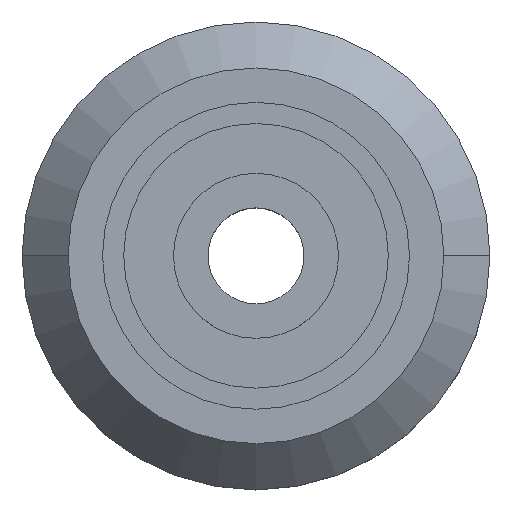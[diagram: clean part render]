
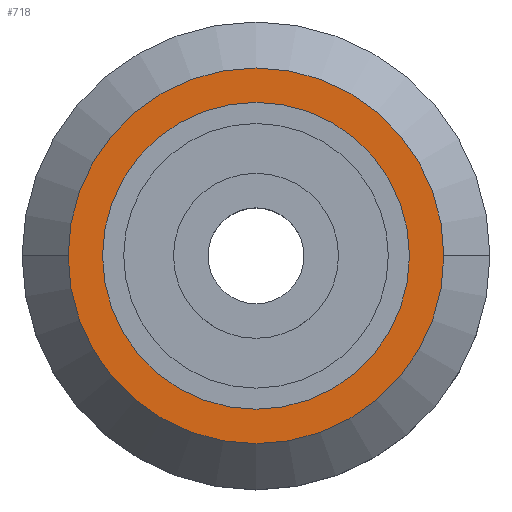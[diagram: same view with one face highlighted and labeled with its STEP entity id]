
A CAD part, top view. The second image highlights one B-rep face of the part: STEP entity #718.
In plain terms, the highlighted face is planar.
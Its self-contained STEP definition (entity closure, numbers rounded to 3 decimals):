
#25 = CARTESIAN_POINT ( 'NONE',  ( 2.8, -5.15, 0. ) ) ;
#41 = AXIS2_PLACEMENT_3D ( 'NONE', #1173, #540, #1178 ) ;
#65 = FACE_BOUND ( 'NONE', #1068, .T. ) ;
#79 = DIRECTION ( 'NONE',  ( 0., -1., 0. ) ) ;
#160 = VERTEX_POINT ( 'NONE', #25 ) ;
#167 = CIRCLE ( 'NONE', #837, 9.795 ) ;
#170 = DIRECTION ( 'NONE',  ( 0., 0., -1. ) ) ;
#184 = CIRCLE ( 'NONE', #209, 7.995 ) ;
#206 = CARTESIAN_POINT ( 'NONE',  ( -6.995, -5.15, 0. ) ) ;
#209 = AXIS2_PLACEMENT_3D ( 'NONE', #206, #1019, #728 ) ;
#216 = FACE_OUTER_BOUND ( 'NONE', #726, .T. ) ;
#257 = CARTESIAN_POINT ( 'NONE',  ( -6.995, -5.15, 0. ) ) ;
#292 = VERTEX_POINT ( 'NONE', #765 ) ;
#461 = DIRECTION ( 'NONE',  ( 1., 0., 0. ) ) ;
#540 = DIRECTION ( 'NONE',  ( 0., -1., 0. ) ) ;
#555 = CIRCLE ( 'NONE', #41, 7.995 ) ;
#564 = EDGE_CURVE ( 'NONE', #160, #292, #863, .T. ) ;
#567 = DIRECTION ( 'NONE',  ( 0., -1., 0. ) ) ;
#591 = EDGE_CURVE ( 'NONE', #292, #160, #167, .T. ) ;
#595 = CARTESIAN_POINT ( 'NONE',  ( 1., -5.15, 0. ) ) ;
#599 = VERTEX_POINT ( 'NONE', #1296 ) ;
#602 = ORIENTED_EDGE ( 'NONE', *, *, #591, .T. ) ;
#663 = DIRECTION ( 'NONE',  ( 1., 0., 0. ) ) ;
#684 = PLANE ( 'NONE',  #978 ) ;
#718 = ADVANCED_FACE ( 'NONE', ( #216, #65 ), #684, .T. ) ;
#722 = CARTESIAN_POINT ( 'NONE',  ( 1., -5.15, 0. ) ) ;
#726 = EDGE_LOOP ( 'NONE', ( #1089, #602 ) ) ;
#728 = DIRECTION ( 'NONE',  ( 1., 0., 0. ) ) ;
#765 = CARTESIAN_POINT ( 'NONE',  ( -16.79, -5.15, 0. ) ) ;
#837 = AXIS2_PLACEMENT_3D ( 'NONE', #257, #567, #663 ) ;
#849 = EDGE_CURVE ( 'NONE', #599, #904, #184, .T. ) ;
#863 = CIRCLE ( 'NONE', #1324, 9.795 ) ;
#872 = ORIENTED_EDGE ( 'NONE', *, *, #849, .F. ) ;
#904 = VERTEX_POINT ( 'NONE', #722 ) ;
#972 = DIRECTION ( 'NONE',  ( 0., -1., 0. ) ) ;
#978 = AXIS2_PLACEMENT_3D ( 'NONE', #595, #79, #170 ) ;
#1019 = DIRECTION ( 'NONE',  ( 0., -1., 0. ) ) ;
#1030 = EDGE_CURVE ( 'NONE', #904, #599, #555, .T. ) ;
#1068 = EDGE_LOOP ( 'NONE', ( #1239, #872 ) ) ;
#1089 = ORIENTED_EDGE ( 'NONE', *, *, #564, .T. ) ;
#1173 = CARTESIAN_POINT ( 'NONE',  ( -6.995, -5.15, 0. ) ) ;
#1178 = DIRECTION ( 'NONE',  ( 1., 0., 0. ) ) ;
#1239 = ORIENTED_EDGE ( 'NONE', *, *, #1030, .F. ) ;
#1296 = CARTESIAN_POINT ( 'NONE',  ( -14.99, -5.15, 0. ) ) ;
#1302 = CARTESIAN_POINT ( 'NONE',  ( -6.995, -5.15, 0. ) ) ;
#1324 = AXIS2_PLACEMENT_3D ( 'NONE', #1302, #972, #461 ) ;
